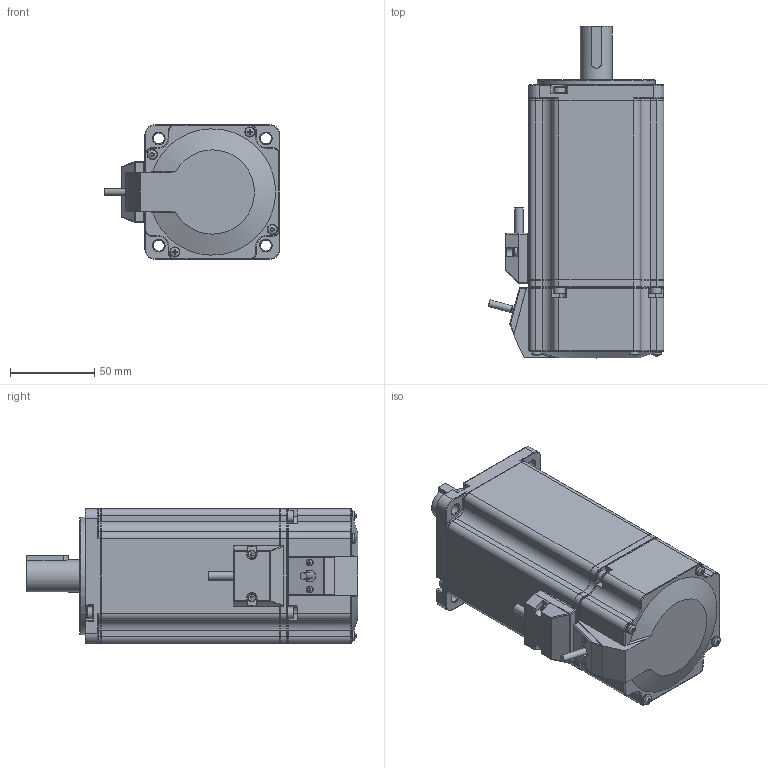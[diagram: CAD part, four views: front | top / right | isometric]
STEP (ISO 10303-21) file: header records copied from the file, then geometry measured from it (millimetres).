
FILE_DESCRIPTION(/* description */ (''),/* implementation_level */ '2;1');
FILE_NAME(/* name */ 'APBA80L048030-E.stp',/* time_stamp */ '2020-04-09T08:50:44+02:00',/* author */ ('angelika.schneid'),/* organization */ (''),/* preprocessor_version */ 'ST-DEVELOPER v17.2',/* originating_system */ 'Autodesk Inventor 2019',/* authorisation */ '');
FILE_SCHEMA (('AUTOMOTIVE_DESIGN { 1 0 10303 214 3 1 1 }'));
Products named in the file (1): APBA80L048030-E_Shrinkwrap_1
Bounding box: 104.14 x 197 x 80 mm (x, y, z)
Volume: 342946.9 mm3; surface area: 178111.7 mm2
Topology: 36 solids, 77 shells, 1820 faces, 4821 edges, 3186 vertices
Faces by surface type: plane 1101, cylinder 513, torus 105, cone 77, sphere 20, bspline 4
Full cylindrical faces by diameter (mm): 1.6 x2, 1.8 x2, 2.05 x8, 2.2 x2, 2.5 x8, 2.7 x8, 2.8 x4, 3 x16, 3.2 x4, 3.3 x24, 3.4 x4, 4 x30, 4.5 x10, 5 x1, 5.6 x4, 6 x5, 6.5 x5, 7 x10, 14.9 x1, 15 x2, 19 x1, 19.5 x1, 20 x3, 22 x1, 24 x2, 25 x2, 28 x1, 32 x2, 32.1 x1, 37 x2
Entity records: 61033 total; most frequent: CARTESIAN_POINT 12531, DIRECTION 9959, ORIENTED_EDGE 9484, EDGE_CURVE 4810, AXIS2_PLACEMENT_3D 3516, VERTEX_POINT 3186, LINE 2927, VECTOR 2927
